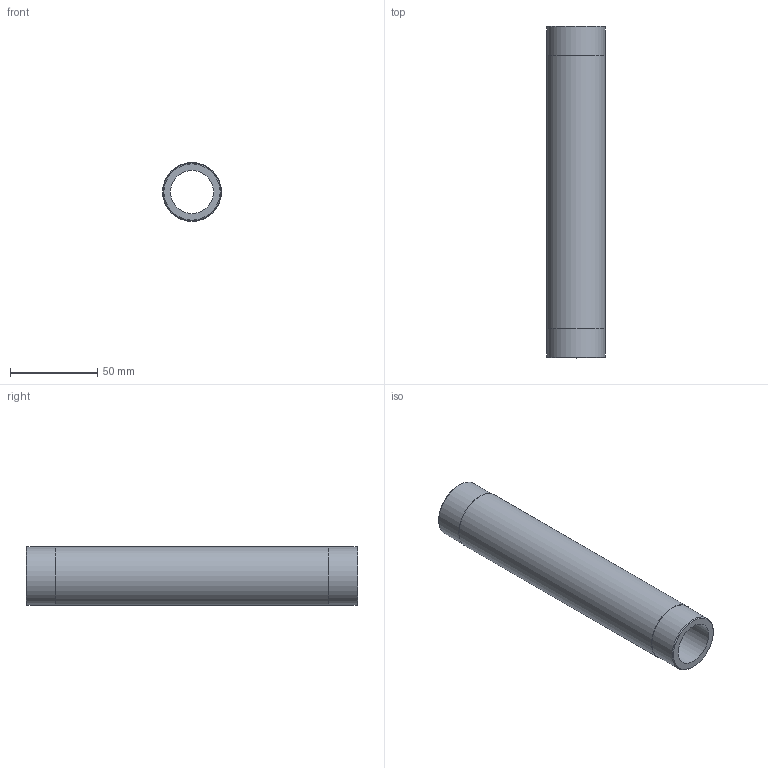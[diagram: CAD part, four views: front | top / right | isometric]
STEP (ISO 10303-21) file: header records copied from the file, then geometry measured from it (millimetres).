
FILE_DESCRIPTION(/* description */ ('Unknown'),/* implementation_level */ '2;1');
FILE_NAME(/* name */ '98708712-66-190',/* time_stamp */ '2023-05-08T12:50:54+02:00',/* author */ ('Unknown'),/* organization */ ('Unknown'),/* preprocessor_version */ 'ST-DEVELOPER v18.102',/* originating_system */ 'Solid Edge',/* authorisation */ 'Unknown');
FILE_SCHEMA (('AUTOMOTIVE_DESIGN {1 0 10303 214 3 1 1}'));
Length unit declared in the file: millimetre
Products named in the file (1): 98708712-1x190
Bounding box: 33.7 x 190 x 33.7 mm (x, y, z)
Volume: 77600.9 mm3; surface area: 35574.7 mm2
Topology: 1 solids, 1 shells, 10 faces, 19 edges, 13 vertices
Faces by surface type: cylinder 4, plane 4, cone 2
Full cylindrical faces by diameter (mm): 24.7 x1, 33.249 x2, 33.7 x1
Entity records: 302 total; most frequent: DIRECTION 42, CARTESIAN_POINT 31, AXIS2_PLACEMENT_3D 21, ORIENTED_EDGE 20, EDGE_LOOP 20, FACE_BOUND 20, EDGE_CURVE 10, VERTEX_POINT 10
